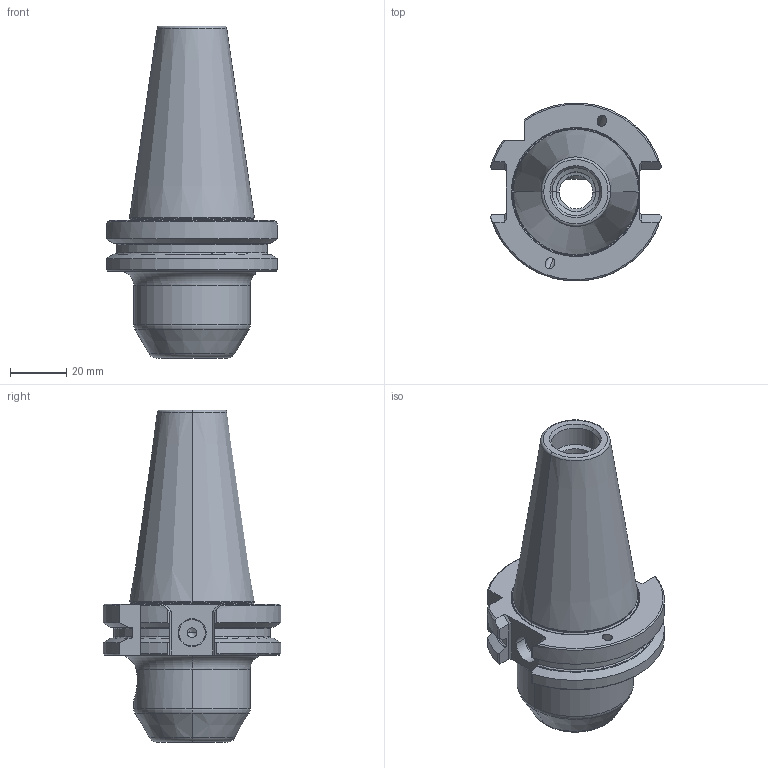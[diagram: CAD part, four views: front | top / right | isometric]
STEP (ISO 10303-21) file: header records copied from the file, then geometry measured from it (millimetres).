
FILE_DESCRIPTION(('no description'),'unknown implementation level');
FILE_NAME('2E5B66B3-2770-4305-9112-1FFDB9010196_export.stp',' ',('CIMSOURCE GmbH'),('CADClick - KiM GmbH - www.kimweb.de'),'unknown preprocess','ACIS','unknown authorization');
FILE_SCHEMA(('automotive_design'));
Length unit declared in the file: millimetre
Products named in the file (2): 490.112 Kaiser SK40B_VBD X D12B X 50|690.480 Kaiser ETL M12 X 14_Standard;NONE; 490.112 Kaiser SK40B_VBD X D12B X 50|490.112 Kaiser SK40B_VBD X D12B X 50_Standard;NONE
Bounding box: 61.02 x 63.34 x 118.25 mm (x, y, z)
Volume: 136183 mm3; surface area: 26814.1 mm2
Topology: 2 solids, 2 shells, 180 faces, 465 edges, 289 vertices
Faces by surface type: plane 61, cylinder 55, cone 44, torus 20
Entity records: 11274 total; most frequent: CARTESIAN_POINT 1667, DIRECTION 950, STYLED_ITEM 930, PRESENTATION_STYLE_ASSIGNMENT 930, COLOUR_RGB 930, ORIENTED_EDGE 918, EDGE_CURVE 459, CURVE_STYLE 459
